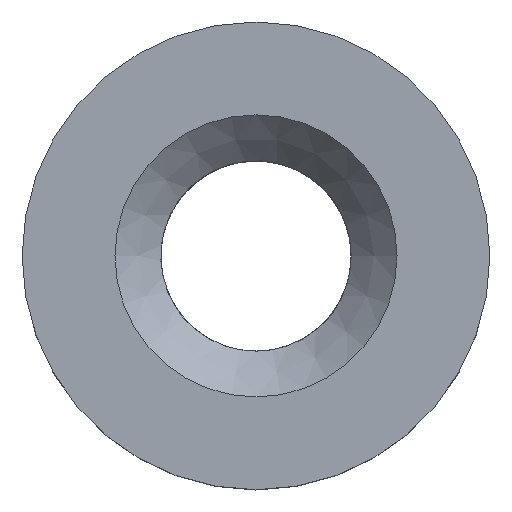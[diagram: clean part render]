
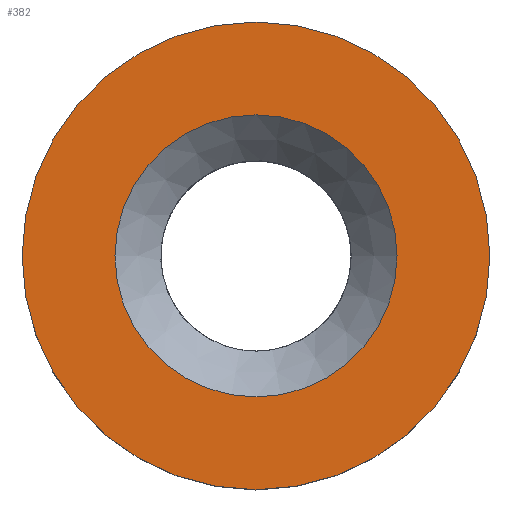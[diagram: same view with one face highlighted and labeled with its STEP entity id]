
A CAD part, top view. The second image highlights one B-rep face of the part: STEP entity #382.
In plain terms, the highlighted planar face has unit normal (0, 0, 1).
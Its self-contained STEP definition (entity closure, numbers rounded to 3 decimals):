
#23=FACE_BOUND('',#73,.T.);
#28=PLANE('',#435);
#50=FACE_OUTER_BOUND('',#72,.T.);
#72=EDGE_LOOP('',(#333));
#73=EDGE_LOOP('',(#334));
#86=CIRCLE('',#433,1.538);
#87=CIRCLE('',#436,2.55);
#180=VERTEX_POINT('',#1584);
#181=VERTEX_POINT('',#1589);
#232=EDGE_CURVE('',#180,#180,#86,.T.);
#234=EDGE_CURVE('',#181,#181,#87,.T.);
#333=ORIENTED_EDGE('',*,*,#234,.F.);
#334=ORIENTED_EDGE('',*,*,#232,.F.);
#382=ADVANCED_FACE('',(#50,#23),#28,.T.);
#433=AXIS2_PLACEMENT_3D('',#1585,#502,#503);
#435=AXIS2_PLACEMENT_3D('',#1588,#507,#508);
#436=AXIS2_PLACEMENT_3D('',#1590,#509,#510);
#502=DIRECTION('center_axis',(0.,0.,1.));
#503=DIRECTION('ref_axis',(-1.,0.,0.));
#507=DIRECTION('center_axis',(0.,0.,1.));
#508=DIRECTION('ref_axis',(0.,1.,0.));
#509=DIRECTION('center_axis',(0.,0.,-1.));
#510=DIRECTION('ref_axis',(1.,0.,0.));
#1584=CARTESIAN_POINT('',(1.538,0.,1.5));
#1585=CARTESIAN_POINT('Origin',(0.,0.,
1.5));
#1588=CARTESIAN_POINT('Origin',(0.,0.,
1.5));
#1589=CARTESIAN_POINT('',(-2.55,0.,1.5));
#1590=CARTESIAN_POINT('Origin',(0.,0.,1.5));
